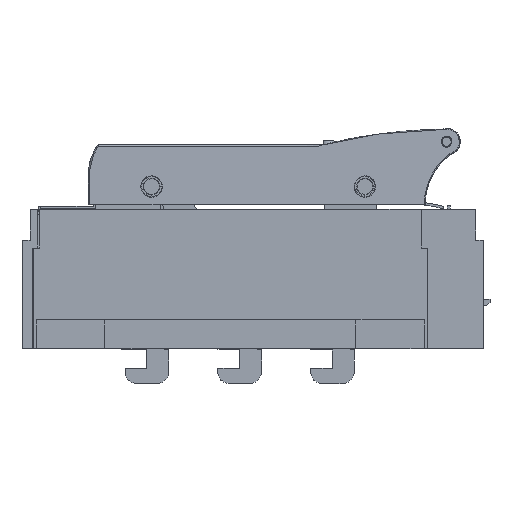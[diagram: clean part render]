
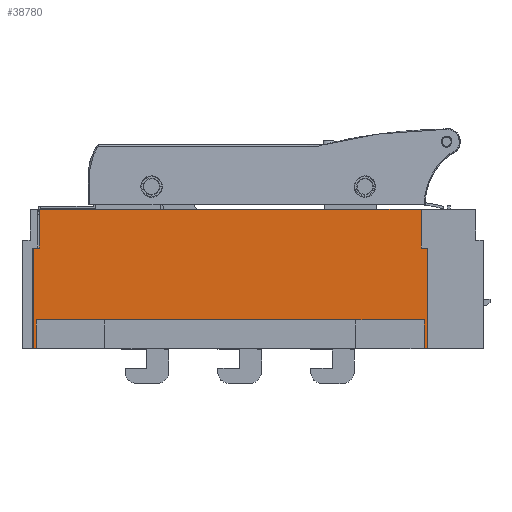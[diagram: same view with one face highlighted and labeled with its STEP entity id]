
A CAD part, front view. The second image highlights one B-rep face of the part: STEP entity #38780.
In plain terms, the highlighted planar face has unit normal (0, -1, 0).
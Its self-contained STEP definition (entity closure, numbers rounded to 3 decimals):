
#30471=DIRECTION('',(0.,0.,-1.));
#30472=VECTOR('',#30471,65.);
#30473=CARTESIAN_POINT('',(-127.5,-124.75,65.));
#30474=LINE('',#30473,#30472);
#31021=DIRECTION('',(1.,0.,0.));
#31022=VECTOR('',#31021,4.);
#31023=CARTESIAN_POINT('',(-127.5,-124.75,65.));
#31024=LINE('',#31023,#31022);
#31028=DIRECTION('',(0.,0.,1.));
#31029=VECTOR('',#31028,25.);
#31030=CARTESIAN_POINT('',(-123.5,-124.75,65.));
#31031=LINE('',#31030,#31029);
#31035=DIRECTION('',(1.,0.,0.));
#31036=VECTOR('',#31035,247.);
#31037=CARTESIAN_POINT('',(-123.5,-124.75,90.));
#31038=LINE('',#31037,#31036);
#31042=DIRECTION('',(0.,0.,-1.));
#31043=VECTOR('',#31042,25.);
#31044=CARTESIAN_POINT('',(123.5,-124.75,90.));
#31045=LINE('',#31044,#31043);
#31049=DIRECTION('',(1.,0.,0.));
#31050=VECTOR('',#31049,4.);
#31051=CARTESIAN_POINT('',(123.5,-124.75,65.));
#31052=LINE('',#31051,#31050);
#31056=DIRECTION('',(0.,0.,-1.));
#31057=VECTOR('',#31056,65.);
#31058=CARTESIAN_POINT('',(127.5,-124.75,65.));
#31059=LINE('',#31058,#31057);
#31063=DIRECTION('',(-1.,0.,0.));
#31064=VECTOR('',#31063,2.);
#31065=CARTESIAN_POINT('',(127.5,-124.75,0.));
#31066=LINE('',#31065,#31064);
#31070=DIRECTION('',(0.,0.,1.));
#31071=VECTOR('',#31070,18.5);
#31072=CARTESIAN_POINT('',(125.5,-124.75,0.));
#31073=LINE('',#31072,#31071);
#31077=DIRECTION('',(-1.,0.,0.));
#31078=VECTOR('',#31077,251.);
#31079=CARTESIAN_POINT('',(125.5,-124.75,18.5));
#31080=LINE('',#31079,#31078);
#31084=DIRECTION('',(0.,0.,-1.));
#31085=VECTOR('',#31084,18.5);
#31086=CARTESIAN_POINT('',(-125.5,-124.75,18.5));
#31087=LINE('',#31086,#31085);
#31091=DIRECTION('',(-1.,0.,0.));
#31092=VECTOR('',#31091,2.);
#31093=CARTESIAN_POINT('',(-125.5,-124.75,0.));
#31094=LINE('',#31093,#31092);
#36632=CARTESIAN_POINT('',(-127.5,-124.75,65.));
#36633=VERTEX_POINT('',#36632);
#36634=CARTESIAN_POINT('',(-127.5,-124.75,0.));
#36635=VERTEX_POINT('',#36634);
#36676=CARTESIAN_POINT('',(-125.5,-124.75,0.));
#36677=VERTEX_POINT('',#36676);
#36690=CARTESIAN_POINT('',(125.5,-124.75,0.));
#36691=VERTEX_POINT('',#36690);
#36692=CARTESIAN_POINT('',(127.5,-124.75,0.));
#36693=VERTEX_POINT('',#36692);
#36798=CARTESIAN_POINT('',(127.5,-124.75,65.));
#36799=VERTEX_POINT('',#36798);
#36850=CARTESIAN_POINT('',(-123.5,-124.75,65.));
#36851=VERTEX_POINT('',#36850);
#36852=CARTESIAN_POINT('',(-123.5,-124.75,90.));
#36853=VERTEX_POINT('',#36852);
#36854=CARTESIAN_POINT('',(123.5,-124.75,90.));
#36855=VERTEX_POINT('',#36854);
#36856=CARTESIAN_POINT('',(123.5,-124.75,65.));
#36857=VERTEX_POINT('',#36856);
#36858=CARTESIAN_POINT('',(125.5,-124.75,18.5));
#36859=VERTEX_POINT('',#36858);
#36860=CARTESIAN_POINT('',(-125.5,-124.75,18.5));
#36861=VERTEX_POINT('',#36860);
#38753=CARTESIAN_POINT('',(0.,-124.75,0.));
#38754=DIRECTION('',(0.,1.,0.));
#38755=DIRECTION('',(0.,0.,1.));
#38756=AXIS2_PLACEMENT_3D('',#38753,#38754,#38755);
#38757=PLANE('',#38756);
#38759=ORIENTED_EDGE('',*,*,#38758,.T.);
#38761=ORIENTED_EDGE('',*,*,#38760,.T.);
#38763=ORIENTED_EDGE('',*,*,#38762,.T.);
#38765=ORIENTED_EDGE('',*,*,#38764,.T.);
#38767=ORIENTED_EDGE('',*,*,#38766,.T.);
#38768=ORIENTED_EDGE('',*,*,#38565,.T.);
#38769=ORIENTED_EDGE('',*,*,#38195,.T.);
#38771=ORIENTED_EDGE('',*,*,#38770,.T.);
#38773=ORIENTED_EDGE('',*,*,#38772,.T.);
#38775=ORIENTED_EDGE('',*,*,#38774,.T.);
#38776=ORIENTED_EDGE('',*,*,#38179,.T.);
#38777=ORIENTED_EDGE('',*,*,#38062,.F.);
#38778=EDGE_LOOP('',(#38759,#38761,#38763,#38765,#38767,#38768,#38769,#38771,
#38773,#38775,#38776,#38777));
#38779=FACE_OUTER_BOUND('',#38778,.F.);
#38062=EDGE_CURVE('',#36633,#36635,#30474,.T.);
#38179=EDGE_CURVE('',#36677,#36635,#31094,.T.);
#38195=EDGE_CURVE('',#36693,#36691,#31066,.T.);
#38565=EDGE_CURVE('',#36799,#36693,#31059,.T.);
#38758=EDGE_CURVE('',#36633,#36851,#31024,.T.);
#38760=EDGE_CURVE('',#36851,#36853,#31031,.T.);
#38762=EDGE_CURVE('',#36853,#36855,#31038,.T.);
#38764=EDGE_CURVE('',#36855,#36857,#31045,.T.);
#38766=EDGE_CURVE('',#36857,#36799,#31052,.T.);
#38770=EDGE_CURVE('',#36691,#36859,#31073,.T.);
#38772=EDGE_CURVE('',#36859,#36861,#31080,.T.);
#38774=EDGE_CURVE('',#36861,#36677,#31087,.T.);
#38780=ADVANCED_FACE('',(#38779),#38757,.F.);
